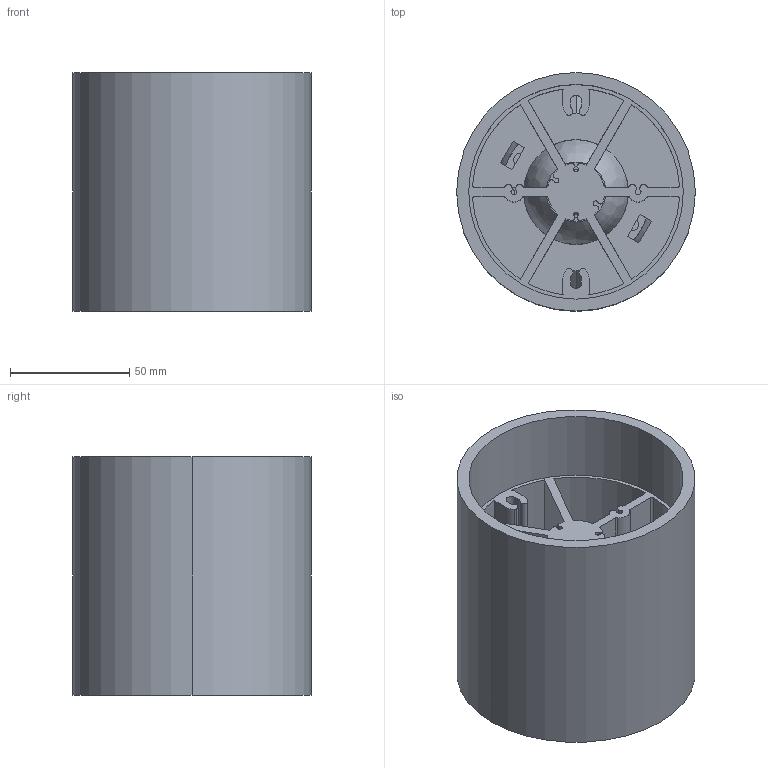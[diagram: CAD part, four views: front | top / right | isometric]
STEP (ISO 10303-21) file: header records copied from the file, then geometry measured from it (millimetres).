
FILE_DESCRIPTION (( 'STEP AP203' ), '1' );
FILE_NAME ('870120A.STEP', '2025-12-17T11:33:32', ( 'MM' ), ( 'Microsoft' ), 'SwSTEP 2.0', 'SolidWorks 2017', '' );
FILE_SCHEMA (( 'CONFIG_CONTROL_DESIGN' ));
Length unit declared in the file: millimetre
Products named in the file (7): 100; 100笢啣; 昹檄肅44毀嫖戚; 昹檄肅盓殤; 100ヶ欶; 隅弇蹟佪4mm; 870120A
Assembly tree (9 placements, depth 2):
  870120A
    100
    昹檄肅盓殤
    昹檄肅44毀嫖戚
    100笢啣
    隅弇蹟佪4mm  x4
    100ヶ欶
Bounding box: 100 x 100 x 100 mm (x, y, z)
Volume: 228239.2 mm3; surface area: 118159.9 mm2
Topology: 9 solids, 9 shells, 383 faces, 1029 edges, 679 vertices
Faces by surface type: cylinder 232, plane 107, bspline 23, cone 17, torus 4
Entity records: 12082 total; most frequent: CARTESIAN_POINT 2996, DIRECTION 1849, ORIENTED_EDGE 1716, EDGE_CURVE 858, AXIS2_PLACEMENT_3D 731, VERTEX_POINT 568, CIRCLE 419, VECTOR 387
